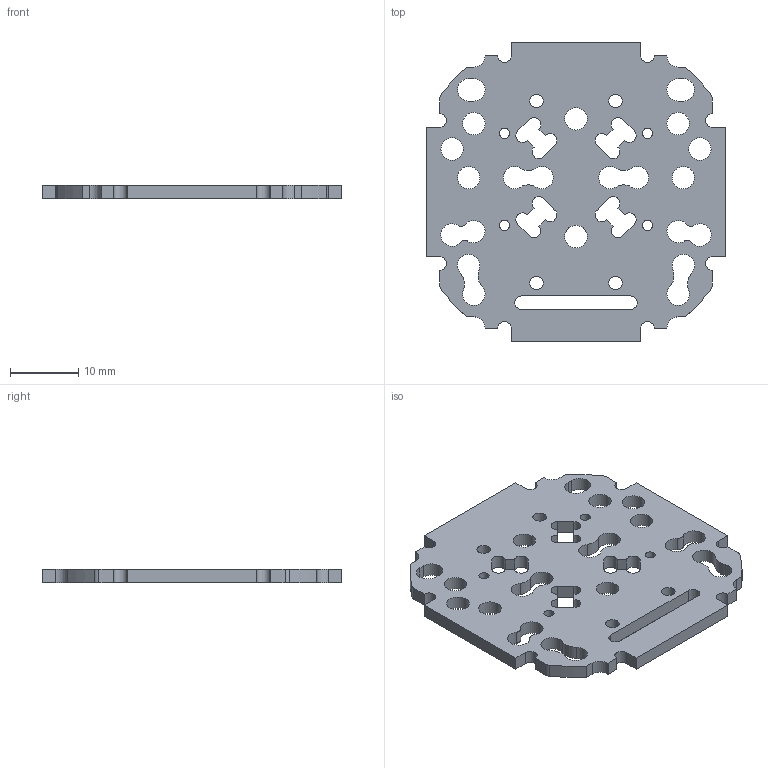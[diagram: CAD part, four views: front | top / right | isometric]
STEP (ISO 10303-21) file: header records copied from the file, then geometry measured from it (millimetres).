
FILE_DESCRIPTION(/* description */ (''),/* implementation_level */ '2;1');
FILE_NAME(/* name */ 'Дека центральная(малая).stp',/* time_stamp */ '2020-03-24T16:37:24+03:00',/* author */ ('Андрей'),/* organization */ (''),/* preprocessor_version */ 'ST-DEVELOPER v16.1',/* originating_system */ 'Autodesk Inventor 2016',/* authorisation */ '');
FILE_SCHEMA (('AUTOMOTIVE_DESIGN { 1 0 10303 214 3 1 1 }'));
Length unit declared in the file: millimetre
Products named in the file (1): Дека \X2\043C043E043D044204300436043D
 (малая)_4.1.4
Bounding box: 44 x 44 x 2 mm (x, y, z)
Volume: 2662.9 mm3; surface area: 3768 mm2
Topology: 1 solids, 1 shells, 134 faces, 396 edges, 264 vertices
Faces by surface type: cylinder 82, plane 52
Full cylindrical faces by diameter (mm): 1.5 x4, 2 x4, 3.3 x8
Entity records: 4611 total; most frequent: DIRECTION 814, CARTESIAN_POINT 779, ORIENTED_EDGE 760, EDGE_CURVE 380, AXIS2_PLACEMENT_3D 299, VERTEX_POINT 264, LINE 216, VECTOR 216
